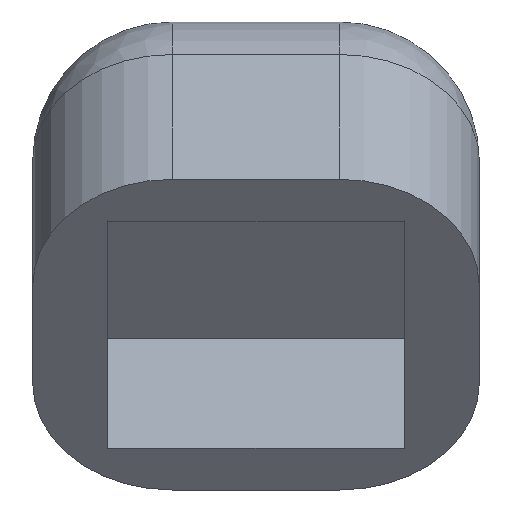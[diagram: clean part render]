
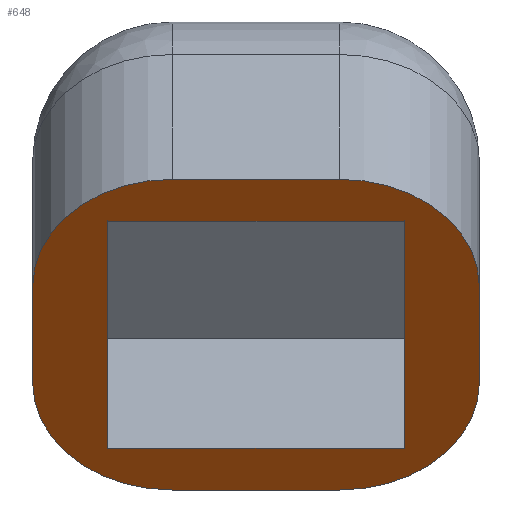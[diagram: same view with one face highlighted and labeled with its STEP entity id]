
A CAD part, top view. The second image highlights one B-rep face of the part: STEP entity #648.
In plain terms, the highlighted planar face has unit normal (0, -0.643, 0.766).
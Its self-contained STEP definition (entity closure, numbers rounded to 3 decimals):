
#18=FACE_BOUND('',#236,.T.);
#27=PLANE('',#714);
#57=LINE('',#1011,#119);
#61=LINE('',#1022,#123);
#62=LINE('',#1025,#124);
#63=LINE('',#1029,#125);
#64=LINE('',#1033,#126);
#65=LINE('',#1035,#127);
#66=LINE('',#1037,#128);
#67=LINE('',#1038,#129);
#119=VECTOR('',#811,10.);
#123=VECTOR('',#821,10.);
#124=VECTOR('',#824,10.);
#125=VECTOR('',#827,10.);
#126=VECTOR('',#830,10.);
#127=VECTOR('',#831,10.);
#128=VECTOR('',#832,10.);
#129=VECTOR('',#833,10.);
#194=FACE_OUTER_BOUND('',#235,.T.);
#235=EDGE_LOOP('',(#491,#492,#493,#494,#495,#496,#497,#498));
#236=EDGE_LOOP('',(#499,#500,#501,#502));
#281=CIRCLE('',#706,10.);
#282=CIRCLE('',#709,10.);
#285=CIRCLE('',#715,10.);
#286=CIRCLE('',#716,10.);
#313=VERTEX_POINT('',#995);
#314=VERTEX_POINT('',#996);
#315=VERTEX_POINT('',#1004);
#316=VERTEX_POINT('',#1005);
#317=VERTEX_POINT('',#1010);
#322=VERTEX_POINT('',#1024);
#323=VERTEX_POINT('',#1026);
#324=VERTEX_POINT('',#1028);
#325=VERTEX_POINT('',#1031);
#326=VERTEX_POINT('',#1032);
#327=VERTEX_POINT('',#1034);
#328=VERTEX_POINT('',#1036);
#373=EDGE_CURVE('',#313,#314,#281,.T.);
#378=EDGE_CURVE('',#315,#316,#282,.T.);
#381=EDGE_CURVE('',#317,#316,#57,.T.);
#387=EDGE_CURVE('',#315,#314,#61,.T.);
#388=EDGE_CURVE('',#313,#322,#62,.T.);
#389=EDGE_CURVE('',#323,#322,#285,.T.);
#390=EDGE_CURVE('',#323,#324,#63,.T.);
#391=EDGE_CURVE('',#317,#324,#286,.T.);
#392=EDGE_CURVE('',#325,#326,#64,.T.);
#393=EDGE_CURVE('',#326,#327,#65,.T.);
#394=EDGE_CURVE('',#327,#328,#66,.T.);
#395=EDGE_CURVE('',#328,#325,#67,.T.);
#491=ORIENTED_EDGE('',*,*,#378,.F.);
#492=ORIENTED_EDGE('',*,*,#387,.T.);
#493=ORIENTED_EDGE('',*,*,#373,.F.);
#494=ORIENTED_EDGE('',*,*,#388,.T.);
#495=ORIENTED_EDGE('',*,*,#389,.F.);
#496=ORIENTED_EDGE('',*,*,#390,.T.);
#497=ORIENTED_EDGE('',*,*,#391,.F.);
#498=ORIENTED_EDGE('',*,*,#381,.T.);
#499=ORIENTED_EDGE('',*,*,#392,.T.);
#500=ORIENTED_EDGE('',*,*,#393,.T.);
#501=ORIENTED_EDGE('',*,*,#394,.T.);
#502=ORIENTED_EDGE('',*,*,#395,.T.);
#648=ADVANCED_FACE('',(#194,#18),#27,.T.);
#706=AXIS2_PLACEMENT_3D('',#997,#795,#796);
#709=AXIS2_PLACEMENT_3D('',#1006,#805,#806);
#714=AXIS2_PLACEMENT_3D('',#1023,#822,#823);
#715=AXIS2_PLACEMENT_3D('',#1027,#825,#826);
#716=AXIS2_PLACEMENT_3D('',#1030,#828,#829);
#795=DIRECTION('center_axis',(0.,0.643,-0.766));
#796=DIRECTION('ref_axis',(-0.707,0.542,0.455));
#805=DIRECTION('center_axis',(0.,0.643,-0.766));
#806=DIRECTION('ref_axis',(0.707,0.542,0.455));
#811=DIRECTION('',(0.,0.766,0.643));
#821=DIRECTION('',(-1.,0.,0.));
#822=DIRECTION('center_axis',(0.,-0.643,0.766));
#823=DIRECTION('ref_axis',(1.,0.,0.));
#824=DIRECTION('',(0.,-0.766,-0.643));
#825=DIRECTION('center_axis',(0.,0.643,-0.766));
#826=DIRECTION('ref_axis',(-0.707,-0.542,-0.455));
#827=DIRECTION('',(1.,0.,0.));
#828=DIRECTION('center_axis',(0.,0.643,-0.766));
#829=DIRECTION('ref_axis',(0.707,-0.542,-0.455));
#830=DIRECTION('',(0.,-0.766,-0.643));
#831=DIRECTION('',(-1.,0.,0.));
#832=DIRECTION('',(0.,0.766,0.643));
#833=DIRECTION('',(1.,0.,0.));
#995=CARTESIAN_POINT('',(-16.,-4.459,33.315));
#996=CARTESIAN_POINT('',(-6.,3.201,39.743));
#997=CARTESIAN_POINT('Origin',(-6.,-4.459,33.315));
#1004=CARTESIAN_POINT('',(6.,3.201,39.743));
#1005=CARTESIAN_POINT('',(16.,-4.459,33.315));
#1006=CARTESIAN_POINT('Origin',(6.,-4.459,33.315));
#1010=CARTESIAN_POINT('',(16.,-11.353,27.53));
#1011=CARTESIAN_POINT('',(16.,-13.46,25.762));
#1022=CARTESIAN_POINT('',(8.,3.201,39.743));
#1023=CARTESIAN_POINT('Origin',(0.,-7.906,30.422));
#1024=CARTESIAN_POINT('',(-16.,-11.353,27.53));
#1025=CARTESIAN_POINT('',(-16.,-2.352,35.083));
#1026=CARTESIAN_POINT('',(-6.,-19.014,21.102));
#1027=CARTESIAN_POINT('Origin',(-6.,-11.353,27.53));
#1028=CARTESIAN_POINT('',(6.,-19.014,21.102));
#1029=CARTESIAN_POINT('',(-8.,-19.014,21.102));
#1030=CARTESIAN_POINT('Origin',(6.,-11.353,27.53));
#1031=CARTESIAN_POINT('',(10.6,0.214,37.236));
#1032=CARTESIAN_POINT('',(10.6,-16.026,23.609));
#1033=CARTESIAN_POINT('',(10.6,-3.846,33.829));
#1034=CARTESIAN_POINT('',(-10.6,-16.026,23.609));
#1035=CARTESIAN_POINT('',(5.3,-16.026,23.609));
#1036=CARTESIAN_POINT('',(-10.6,0.214,37.236));
#1037=CARTESIAN_POINT('',(-10.6,-11.966,27.016));
#1038=CARTESIAN_POINT('',(-5.3,0.214,37.236));
